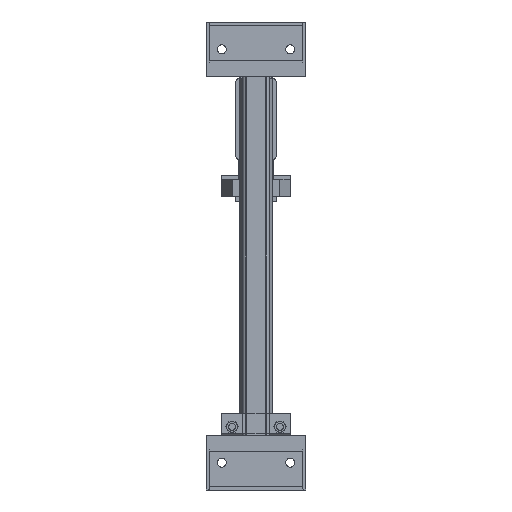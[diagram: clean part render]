
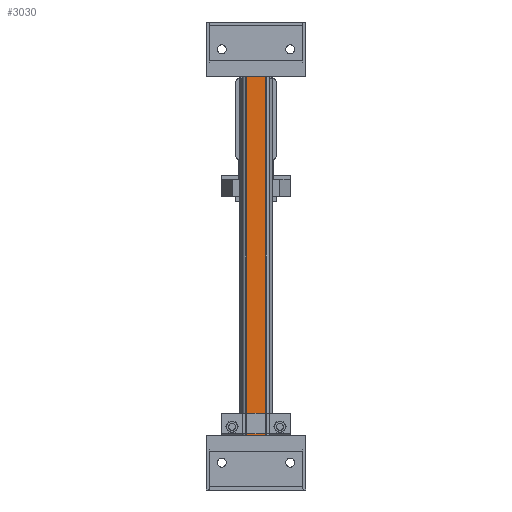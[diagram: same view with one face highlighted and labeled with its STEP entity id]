
A CAD part, left-side view. The second image highlights one B-rep face of the part: STEP entity #3030.
In plain terms, the highlighted face is planar.
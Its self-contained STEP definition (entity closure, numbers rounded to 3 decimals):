
#3030=ADVANCED_FACE('',(#5368),#5369,.T.);
#5368=FACE_OUTER_BOUND('',#10464,.T.);
#5369=PLANE('',#10465);
#10464=EDGE_LOOP('',(#17392,#17393,#17394,#17395));
#10465=AXIS2_PLACEMENT_3D('',#17396,#17397,#17398);
#17392=ORIENTED_EDGE('',*,*,#19952,.T.);
#17393=ORIENTED_EDGE('',*,*,#19946,.F.);
#17394=ORIENTED_EDGE('',*,*,#18728,.T.);
#17395=ORIENTED_EDGE('',*,*,#19230,.T.);
#17396=CARTESIAN_POINT('',(0.,20.,0.));
#17397=DIRECTION('',(0.,1.,0.));
#17398=DIRECTION('',(-1.,0.,0.));
#18728=EDGE_CURVE('',#20660,#20658,#20661,.T.);
#19230=EDGE_CURVE('',#20658,#21453,#21455,.T.);
#19946=EDGE_CURVE('',#20660,#22403,#22405,.T.);
#19952=EDGE_CURVE('',#21453,#22403,#22411,.T.);
#20658=VERTEX_POINT('',#24225);
#20660=VERTEX_POINT('',#24227);
#20661=LINE('',#24228,#24229);
#21453=VERTEX_POINT('',#26070);
#21455=LINE('',#26072,#26073);
#22403=VERTEX_POINT('',#29126);
#22405=LINE('',#29128,#29129);
#22411=LINE('',#29135,#29136);
#24225=CARTESIAN_POINT('',(-14.,20.,0.));
#24227=CARTESIAN_POINT('',(14.,20.,0.));
#24228=CARTESIAN_POINT('',(14.,20.,0.));
#24229=VECTOR('',#30175,1.);
#26070=CARTESIAN_POINT('',(-14.,20.,525.));
#26072=CARTESIAN_POINT('',(-14.,20.,0.));
#26073=VECTOR('',#30745,1.);
#29126=CARTESIAN_POINT('',(14.,20.,525.));
#29128=CARTESIAN_POINT('',(14.,20.,0.));
#29129=VECTOR('',#31330,1.);
#29135=CARTESIAN_POINT('',(14.,20.,525.));
#29136=VECTOR('',#31331,1.);
#30175=DIRECTION('',(-1.,0.,0.));
#30745=DIRECTION('',(0.,0.,1.));
#31330=DIRECTION('',(0.,0.,1.));
#31331=DIRECTION('',(1.,0.,0.));
